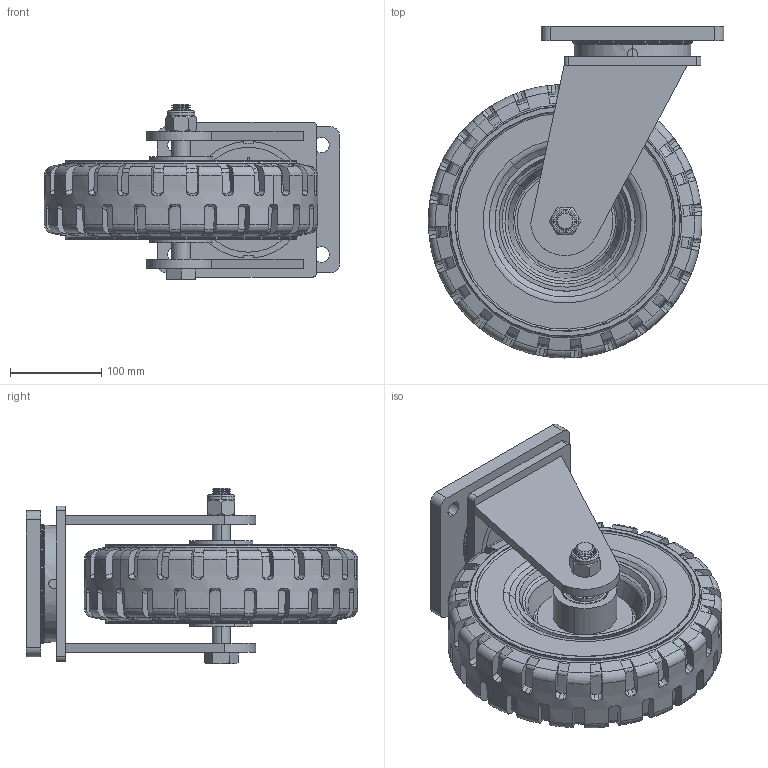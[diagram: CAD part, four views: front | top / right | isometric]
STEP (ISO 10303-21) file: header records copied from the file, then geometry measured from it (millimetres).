
FILE_DESCRIPTION (( 'STEP AP203' ), '1' );
FILE_NAME ('S12908.STEP', '2020-02-24T19:48:53', ( '' ), ( '' ), 'SwSTEP 2.0', 'SolidWorks 2013', '' );
FILE_SCHEMA (( 'CONFIG_CONTROL_DESIGN' ));
Length unit declared in the file: millimetre
Products named in the file (1): S12908
Bounding box: 323.92 x 364 x 193 mm (x, y, z)
Surface area: 627674.1 mm2 (no closed solid volume)
Topology: 0 solids, 19 shells, 1202 faces, 3343 edges, 2158 vertices
Faces by surface type: cone 291, plane 275, torus 243, cylinder 237, bspline 104, sphere 52
Entity records: 46712 total; most frequent: CARTESIAN_POINT 16195, ORIENTED_EDGE 6583, DIRECTION 6432, EDGE_CURVE 3343, AXIS2_PLACEMENT_3D 2747, VERTEX_POINT 2158, CIRCLE 1648, EDGE_LOOP 1318
